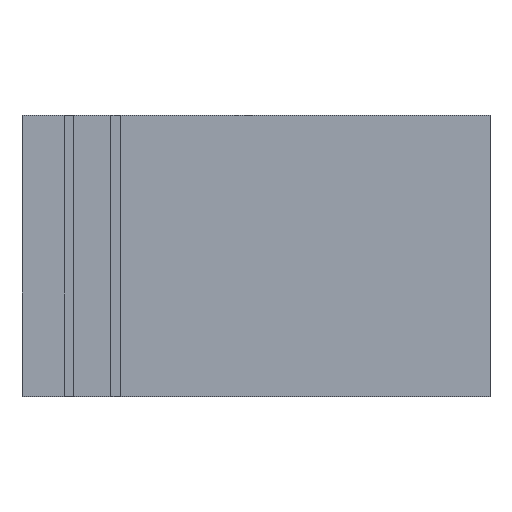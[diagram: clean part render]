
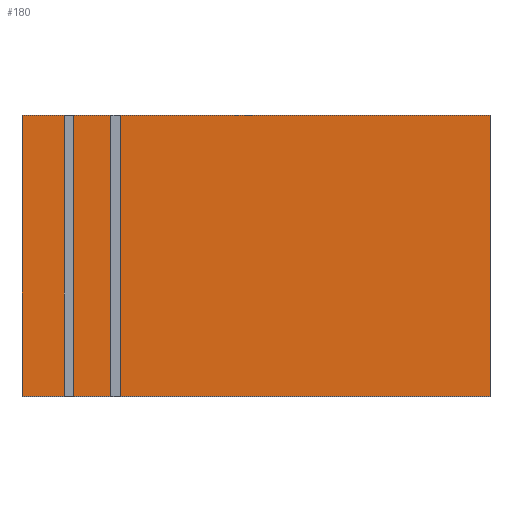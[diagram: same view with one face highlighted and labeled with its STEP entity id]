
A CAD part, top view. The second image highlights one B-rep face of the part: STEP entity #180.
In plain terms, the highlighted planar face has unit normal (0, 0, 1).
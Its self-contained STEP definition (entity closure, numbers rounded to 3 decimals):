
#51 = VERTEX_POINT('',#52);
#52 = CARTESIAN_POINT('',(0.,0.,0.26));
#67 = VERTEX_POINT('',#68);
#68 = CARTESIAN_POINT('',(0.,0.6,0.26));
#74 = EDGE_CURVE('',#51,#67,#75,.T.);
#75 = LINE('',#76,#77);
#76 = CARTESIAN_POINT('',(0.,0.,0.26));
#77 = VECTOR('',#78,1.);
#78 = DIRECTION('',(-0.,1.,0.));
#91 = VERTEX_POINT('',#92);
#92 = CARTESIAN_POINT('',(1.,0.,0.26));
#107 = VERTEX_POINT('',#108);
#108 = CARTESIAN_POINT('',(1.,0.6,0.26));
#114 = EDGE_CURVE('',#91,#107,#115,.T.);
#115 = LINE('',#116,#117);
#116 = CARTESIAN_POINT('',(1.,0.,0.26));
#117 = VECTOR('',#118,1.);
#118 = DIRECTION('',(-0.,1.,0.));
#135 = EDGE_CURVE('',#51,#91,#136,.T.);
#136 = LINE('',#137,#138);
#137 = CARTESIAN_POINT('',(0.,0.,0.26));
#138 = VECTOR('',#139,1.);
#139 = DIRECTION('',(1.,0.,-0.));
#157 = EDGE_CURVE('',#67,#107,#158,.T.);
#158 = LINE('',#159,#160);
#159 = CARTESIAN_POINT('',(0.,0.6,0.26));
#160 = VECTOR('',#161,1.);
#161 = DIRECTION('',(1.,0.,-0.));
#180 = ADVANCED_FACE('',(#181),#187,.T.);
#181 = FACE_BOUND('',#182,.T.);
#182 = EDGE_LOOP('',(#183,#184,#185,#186));
#183 = ORIENTED_EDGE('',*,*,#74,.F.);
#184 = ORIENTED_EDGE('',*,*,#135,.T.);
#185 = ORIENTED_EDGE('',*,*,#114,.T.);
#186 = ORIENTED_EDGE('',*,*,#157,.F.);
#187 = PLANE('',#188);
#188 = AXIS2_PLACEMENT_3D('',#189,#190,#191);
#189 = CARTESIAN_POINT('',(0.,0.,0.26));
#190 = DIRECTION('',(0.,0.,1.));
#191 = DIRECTION('',(1.,0.,-0.));
